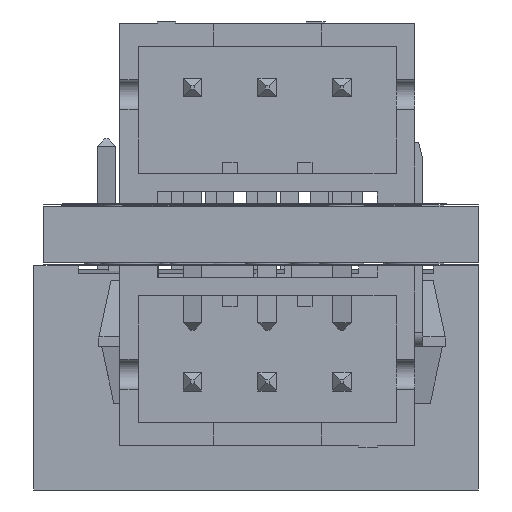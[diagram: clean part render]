
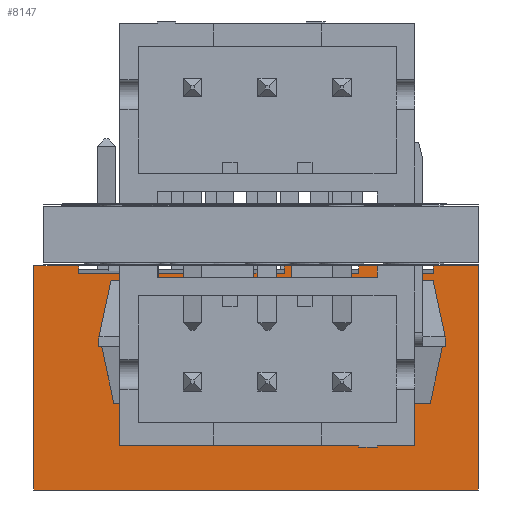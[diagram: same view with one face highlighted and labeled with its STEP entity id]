
A CAD part, front view. The second image highlights one B-rep face of the part: STEP entity #8147.
In plain terms, the highlighted planar face has unit normal (0, -1, 0).
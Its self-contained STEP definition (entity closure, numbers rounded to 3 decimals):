
#8048 = VERTEX_POINT('',#8049);
#8049 = CARTESIAN_POINT('',(9.95,-2.8,0.));
#8066 = VERTEX_POINT('',#8067);
#8067 = CARTESIAN_POINT('',(8.75,-2.8,0.));
#8073 = EDGE_CURVE('',#8066,#8048,#8074,.T.);
#8074 = LINE('',#8075,#8076);
#8075 = CARTESIAN_POINT('',(-1.95,-2.8,0.));
#8076 = VECTOR('',#8077,1.);
#8077 = DIRECTION('',(1.,0.,0.));
#8088 = EDGE_CURVE('',#8048,#8089,#8091,.T.);
#8089 = VERTEX_POINT('',#8090);
#8090 = CARTESIAN_POINT('',(9.95,-2.8,6.));
#8091 = LINE('',#8092,#8093);
#8092 = CARTESIAN_POINT('',(9.95,-2.8,0.));
#8093 = VECTOR('',#8094,1.);
#8094 = DIRECTION('',(0.,0.,1.));
#8147 = ADVANCED_FACE('',(#8148),#8326,.F.);
#8148 = FACE_BOUND('',#8149,.F.);
#8149 = EDGE_LOOP('',(#8150,#8160,#8168,#8174,#8175,#8176,#8184,#8192,
    #8200,#8208,#8216,#8224,#8232,#8240,#8248,#8256,#8264,#8272,#8280,
    #8288,#8296,#8304,#8312,#8320));
#8150 = ORIENTED_EDGE('',*,*,#8151,.F.);
#8151 = EDGE_CURVE('',#8152,#8154,#8156,.T.);
#8152 = VERTEX_POINT('',#8153);
#8153 = CARTESIAN_POINT('',(-1.95,-2.8,0.));
#8154 = VERTEX_POINT('',#8155);
#8155 = CARTESIAN_POINT('',(-0.75,-2.8,0.));
#8156 = LINE('',#8157,#8158);
#8157 = CARTESIAN_POINT('',(-1.95,-2.8,0.));
#8158 = VECTOR('',#8159,1.);
#8159 = DIRECTION('',(1.,0.,0.));
#8160 = ORIENTED_EDGE('',*,*,#8161,.T.);
#8161 = EDGE_CURVE('',#8152,#8162,#8164,.T.);
#8162 = VERTEX_POINT('',#8163);
#8163 = CARTESIAN_POINT('',(-1.95,-2.8,6.));
#8164 = LINE('',#8165,#8166);
#8165 = CARTESIAN_POINT('',(-1.95,-2.8,0.));
#8166 = VECTOR('',#8167,1.);
#8167 = DIRECTION('',(0.,0.,1.));
#8168 = ORIENTED_EDGE('',*,*,#8169,.T.);
#8169 = EDGE_CURVE('',#8162,#8089,#8170,.T.);
#8170 = LINE('',#8171,#8172);
#8171 = CARTESIAN_POINT('',(-1.95,-2.8,6.));
#8172 = VECTOR('',#8173,1.);
#8173 = DIRECTION('',(1.,0.,0.));
#8174 = ORIENTED_EDGE('',*,*,#8088,.F.);
#8175 = ORIENTED_EDGE('',*,*,#8073,.F.);
#8176 = ORIENTED_EDGE('',*,*,#8177,.F.);
#8177 = EDGE_CURVE('',#8178,#8066,#8180,.T.);
#8178 = VERTEX_POINT('',#8179);
#8179 = CARTESIAN_POINT('',(8.75,-2.8,0.2));
#8180 = LINE('',#8181,#8182);
#8181 = CARTESIAN_POINT('',(8.75,-2.8,0.2));
#8182 = VECTOR('',#8183,1.);
#8183 = DIRECTION('',(-0.,0.,-1.));
#8184 = ORIENTED_EDGE('',*,*,#8185,.T.);
#8185 = EDGE_CURVE('',#8178,#8186,#8188,.T.);
#8186 = VERTEX_POINT('',#8187);
#8187 = CARTESIAN_POINT('',(7.25,-2.8,0.2));
#8188 = LINE('',#8189,#8190);
#8189 = CARTESIAN_POINT('',(8.75,-2.8,0.2));
#8190 = VECTOR('',#8191,1.);
#8191 = DIRECTION('',(-1.,0.,0.));
#8192 = ORIENTED_EDGE('',*,*,#8193,.T.);
#8193 = EDGE_CURVE('',#8186,#8194,#8196,.T.);
#8194 = VERTEX_POINT('',#8195);
#8195 = CARTESIAN_POINT('',(7.25,-2.8,0.));
#8196 = LINE('',#8197,#8198);
#8197 = CARTESIAN_POINT('',(7.25,-2.8,0.2));
#8198 = VECTOR('',#8199,1.);
#8199 = DIRECTION('',(-0.,0.,-1.));
#8200 = ORIENTED_EDGE('',*,*,#8201,.F.);
#8201 = EDGE_CURVE('',#8202,#8194,#8204,.T.);
#8202 = VERTEX_POINT('',#8203);
#8203 = CARTESIAN_POINT('',(6.75,-2.8,0.));
#8204 = LINE('',#8205,#8206);
#8205 = CARTESIAN_POINT('',(-1.95,-2.8,0.));
#8206 = VECTOR('',#8207,1.);
#8207 = DIRECTION('',(1.,0.,0.));
#8208 = ORIENTED_EDGE('',*,*,#8209,.F.);
#8209 = EDGE_CURVE('',#8210,#8202,#8212,.T.);
#8210 = VERTEX_POINT('',#8211);
#8211 = CARTESIAN_POINT('',(6.75,-2.8,0.2));
#8212 = LINE('',#8213,#8214);
#8213 = CARTESIAN_POINT('',(6.75,-2.8,0.2));
#8214 = VECTOR('',#8215,1.);
#8215 = DIRECTION('',(-0.,0.,-1.));
#8216 = ORIENTED_EDGE('',*,*,#8217,.T.);
#8217 = EDGE_CURVE('',#8210,#8218,#8220,.T.);
#8218 = VERTEX_POINT('',#8219);
#8219 = CARTESIAN_POINT('',(5.25,-2.8,0.2));
#8220 = LINE('',#8221,#8222);
#8221 = CARTESIAN_POINT('',(6.75,-2.8,0.2));
#8222 = VECTOR('',#8223,1.);
#8223 = DIRECTION('',(-1.,0.,0.));
#8224 = ORIENTED_EDGE('',*,*,#8225,.T.);
#8225 = EDGE_CURVE('',#8218,#8226,#8228,.T.);
#8226 = VERTEX_POINT('',#8227);
#8227 = CARTESIAN_POINT('',(5.25,-2.8,0.));
#8228 = LINE('',#8229,#8230);
#8229 = CARTESIAN_POINT('',(5.25,-2.8,0.2));
#8230 = VECTOR('',#8231,1.);
#8231 = DIRECTION('',(-0.,0.,-1.));
#8232 = ORIENTED_EDGE('',*,*,#8233,.F.);
#8233 = EDGE_CURVE('',#8234,#8226,#8236,.T.);
#8234 = VERTEX_POINT('',#8235);
#8235 = CARTESIAN_POINT('',(4.75,-2.8,0.));
#8236 = LINE('',#8237,#8238);
#8237 = CARTESIAN_POINT('',(-1.95,-2.8,0.));
#8238 = VECTOR('',#8239,1.);
#8239 = DIRECTION('',(1.,0.,0.));
#8240 = ORIENTED_EDGE('',*,*,#8241,.F.);
#8241 = EDGE_CURVE('',#8242,#8234,#8244,.T.);
#8242 = VERTEX_POINT('',#8243);
#8243 = CARTESIAN_POINT('',(4.75,-2.8,0.2));
#8244 = LINE('',#8245,#8246);
#8245 = CARTESIAN_POINT('',(4.75,-2.8,0.2));
#8246 = VECTOR('',#8247,1.);
#8247 = DIRECTION('',(-0.,0.,-1.));
#8248 = ORIENTED_EDGE('',*,*,#8249,.T.);
#8249 = EDGE_CURVE('',#8242,#8250,#8252,.T.);
#8250 = VERTEX_POINT('',#8251);
#8251 = CARTESIAN_POINT('',(3.25,-2.8,0.2));
#8252 = LINE('',#8253,#8254);
#8253 = CARTESIAN_POINT('',(4.75,-2.8,0.2));
#8254 = VECTOR('',#8255,1.);
#8255 = DIRECTION('',(-1.,0.,0.));
#8256 = ORIENTED_EDGE('',*,*,#8257,.T.);
#8257 = EDGE_CURVE('',#8250,#8258,#8260,.T.);
#8258 = VERTEX_POINT('',#8259);
#8259 = CARTESIAN_POINT('',(3.25,-2.8,0.));
#8260 = LINE('',#8261,#8262);
#8261 = CARTESIAN_POINT('',(3.25,-2.8,0.2));
#8262 = VECTOR('',#8263,1.);
#8263 = DIRECTION('',(-0.,0.,-1.));
#8264 = ORIENTED_EDGE('',*,*,#8265,.F.);
#8265 = EDGE_CURVE('',#8266,#8258,#8268,.T.);
#8266 = VERTEX_POINT('',#8267);
#8267 = CARTESIAN_POINT('',(2.75,-2.8,0.));
#8268 = LINE('',#8269,#8270);
#8269 = CARTESIAN_POINT('',(-1.95,-2.8,0.));
#8270 = VECTOR('',#8271,1.);
#8271 = DIRECTION('',(1.,0.,0.));
#8272 = ORIENTED_EDGE('',*,*,#8273,.F.);
#8273 = EDGE_CURVE('',#8274,#8266,#8276,.T.);
#8274 = VERTEX_POINT('',#8275);
#8275 = CARTESIAN_POINT('',(2.75,-2.8,0.2));
#8276 = LINE('',#8277,#8278);
#8277 = CARTESIAN_POINT('',(2.75,-2.8,0.2));
#8278 = VECTOR('',#8279,1.);
#8279 = DIRECTION('',(-0.,0.,-1.));
#8280 = ORIENTED_EDGE('',*,*,#8281,.T.);
#8281 = EDGE_CURVE('',#8274,#8282,#8284,.T.);
#8282 = VERTEX_POINT('',#8283);
#8283 = CARTESIAN_POINT('',(1.25,-2.8,0.2));
#8284 = LINE('',#8285,#8286);
#8285 = CARTESIAN_POINT('',(2.75,-2.8,0.2));
#8286 = VECTOR('',#8287,1.);
#8287 = DIRECTION('',(-1.,0.,0.));
#8288 = ORIENTED_EDGE('',*,*,#8289,.T.);
#8289 = EDGE_CURVE('',#8282,#8290,#8292,.T.);
#8290 = VERTEX_POINT('',#8291);
#8291 = CARTESIAN_POINT('',(1.25,-2.8,0.));
#8292 = LINE('',#8293,#8294);
#8293 = CARTESIAN_POINT('',(1.25,-2.8,0.2));
#8294 = VECTOR('',#8295,1.);
#8295 = DIRECTION('',(-0.,0.,-1.));
#8296 = ORIENTED_EDGE('',*,*,#8297,.F.);
#8297 = EDGE_CURVE('',#8298,#8290,#8300,.T.);
#8298 = VERTEX_POINT('',#8299);
#8299 = CARTESIAN_POINT('',(0.75,-2.8,0.));
#8300 = LINE('',#8301,#8302);
#8301 = CARTESIAN_POINT('',(-1.95,-2.8,0.));
#8302 = VECTOR('',#8303,1.);
#8303 = DIRECTION('',(1.,0.,0.));
#8304 = ORIENTED_EDGE('',*,*,#8305,.F.);
#8305 = EDGE_CURVE('',#8306,#8298,#8308,.T.);
#8306 = VERTEX_POINT('',#8307);
#8307 = CARTESIAN_POINT('',(0.75,-2.8,0.2));
#8308 = LINE('',#8309,#8310);
#8309 = CARTESIAN_POINT('',(0.75,-2.8,0.2));
#8310 = VECTOR('',#8311,1.);
#8311 = DIRECTION('',(-0.,0.,-1.));
#8312 = ORIENTED_EDGE('',*,*,#8313,.T.);
#8313 = EDGE_CURVE('',#8306,#8314,#8316,.T.);
#8314 = VERTEX_POINT('',#8315);
#8315 = CARTESIAN_POINT('',(-0.75,-2.8,0.2));
#8316 = LINE('',#8317,#8318);
#8317 = CARTESIAN_POINT('',(0.75,-2.8,0.2));
#8318 = VECTOR('',#8319,1.);
#8319 = DIRECTION('',(-1.,0.,0.));
#8320 = ORIENTED_EDGE('',*,*,#8321,.T.);
#8321 = EDGE_CURVE('',#8314,#8154,#8322,.T.);
#8322 = LINE('',#8323,#8324);
#8323 = CARTESIAN_POINT('',(-0.75,-2.8,0.2));
#8324 = VECTOR('',#8325,1.);
#8325 = DIRECTION('',(-0.,0.,-1.));
#8326 = PLANE('',#8327);
#8327 = AXIS2_PLACEMENT_3D('',#8328,#8329,#8330);
#8328 = CARTESIAN_POINT('',(-1.95,-2.8,0.));
#8329 = DIRECTION('',(0.,1.,0.));
#8330 = DIRECTION('',(1.,0.,0.));
